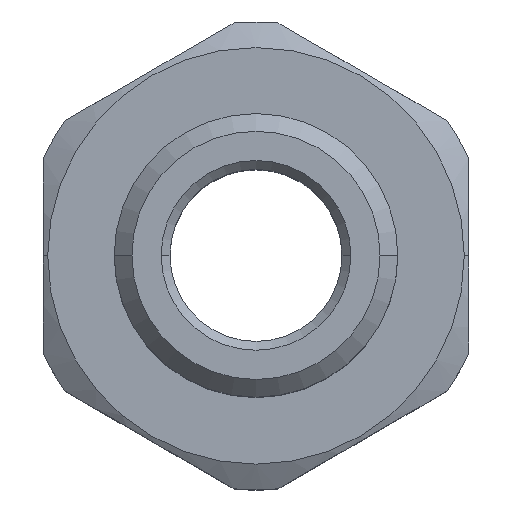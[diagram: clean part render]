
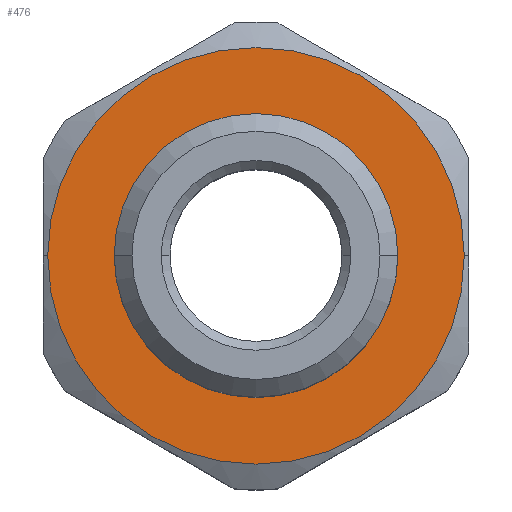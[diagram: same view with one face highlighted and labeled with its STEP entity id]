
A CAD part, top view. The second image highlights one B-rep face of the part: STEP entity #476.
In plain terms, the highlighted planar face has unit normal (0, 0, 1).
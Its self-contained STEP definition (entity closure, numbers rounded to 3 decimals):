
#11 = ORIENTED_EDGE ( 'NONE', *, *, #1077, .T. ) ;
#19 = DIRECTION ( 'NONE',  ( -1., 0., 0. ) ) ;
#25 = DIRECTION ( 'NONE',  ( 0., 0., -1. ) ) ;
#29 = CARTESIAN_POINT ( 'NONE',  ( 0., 0., 19.2 ) ) ;
#95 = EDGE_LOOP ( 'NONE', ( #1182, #532 ) ) ;
#134 = DIRECTION ( 'NONE',  ( 0., 1., 0. ) ) ;
#208 = AXIS2_PLACEMENT_3D ( 'NONE', #634, #25, #735 ) ;
#234 = VERTEX_POINT ( 'NONE', #967 ) ;
#283 = VERTEX_POINT ( 'NONE', #891 ) ;
#302 = CIRCLE ( 'NONE', #208, 8. ) ;
#323 = FACE_BOUND ( 'NONE', #906, .T. ) ;
#364 = AXIS2_PLACEMENT_3D ( 'NONE', #1021, #417, #1137 ) ;
#417 = DIRECTION ( 'NONE',  ( 0., 0., -1. ) ) ;
#476 = ADVANCED_FACE ( 'NONE', ( #805, #323 ), #1131, .F. ) ;
#494 = CIRCLE ( 'NONE', #722, 11.75 ) ;
#500 = EDGE_CURVE ( 'NONE', #283, #545, #494, .T. ) ;
#515 = CARTESIAN_POINT ( 'NONE',  ( 0., 8., 19.2 ) ) ;
#532 = ORIENTED_EDGE ( 'NONE', *, *, #672, .F. ) ;
#545 = VERTEX_POINT ( 'NONE', #1248 ) ;
#619 = CIRCLE ( 'NONE', #749, 8. ) ;
#622 = DIRECTION ( 'NONE',  ( -1., 0., 0. ) ) ;
#629 = DIRECTION ( 'NONE',  ( 0., 0., -1. ) ) ;
#634 = CARTESIAN_POINT ( 'NONE',  ( 0., 0., 19.2 ) ) ;
#672 = EDGE_CURVE ( 'NONE', #545, #283, #875, .T. ) ;
#722 = AXIS2_PLACEMENT_3D ( 'NONE', #1244, #629, #19 ) ;
#735 = DIRECTION ( 'NONE',  ( 0., 1., 0. ) ) ;
#740 = DIRECTION ( 'NONE',  ( 0., 0., -1. ) ) ;
#749 = AXIS2_PLACEMENT_3D ( 'NONE', #29, #740, #134 ) ;
#800 = AXIS2_PLACEMENT_3D ( 'NONE', #515, #1236, #622 ) ;
#805 = FACE_OUTER_BOUND ( 'NONE', #95, .T. ) ;
#875 = CIRCLE ( 'NONE', #364, 11.75 ) ;
#889 = CARTESIAN_POINT ( 'NONE',  ( 0., 8., 19.2 ) ) ;
#891 = CARTESIAN_POINT ( 'NONE',  ( -11.75, 0., 19.2 ) ) ;
#903 = ORIENTED_EDGE ( 'NONE', *, *, #934, .T. ) ;
#906 = EDGE_LOOP ( 'NONE', ( #903, #11 ) ) ;
#934 = EDGE_CURVE ( 'NONE', #1011, #234, #302, .T. ) ;
#967 = CARTESIAN_POINT ( 'NONE',  ( 0., -8., 19.2 ) ) ;
#1011 = VERTEX_POINT ( 'NONE', #889 ) ;
#1021 = CARTESIAN_POINT ( 'NONE',  ( 0., 0., 19.2 ) ) ;
#1077 = EDGE_CURVE ( 'NONE', #234, #1011, #619, .T. ) ;
#1131 = PLANE ( 'NONE',  #800 ) ;
#1137 = DIRECTION ( 'NONE',  ( -1., 0., 0. ) ) ;
#1182 = ORIENTED_EDGE ( 'NONE', *, *, #500, .F. ) ;
#1236 = DIRECTION ( 'NONE',  ( 0., 0., -1. ) ) ;
#1244 = CARTESIAN_POINT ( 'NONE',  ( 0., 0., 19.2 ) ) ;
#1248 = CARTESIAN_POINT ( 'NONE',  ( 11.75, 0., 19.2 ) ) ;
